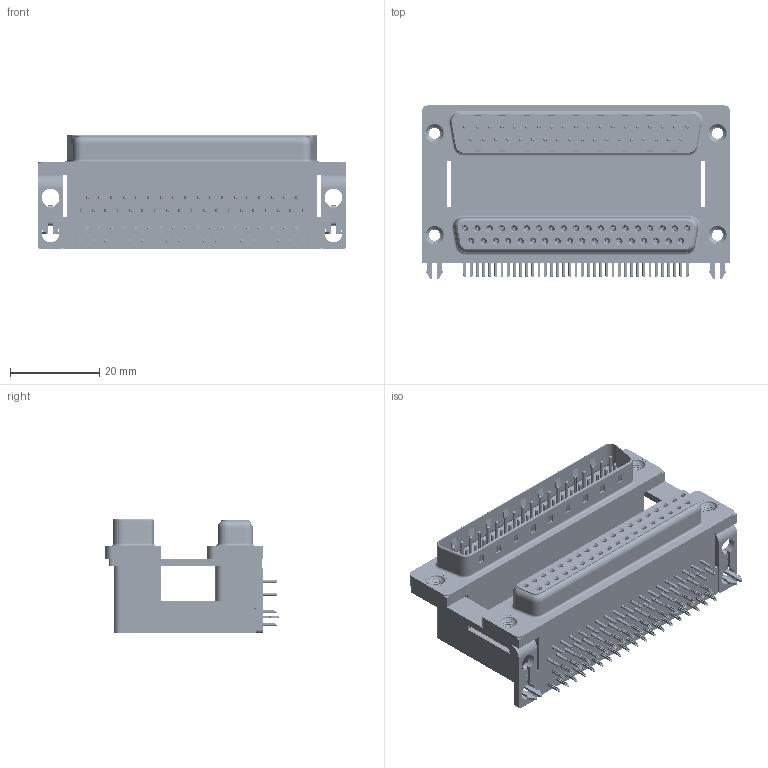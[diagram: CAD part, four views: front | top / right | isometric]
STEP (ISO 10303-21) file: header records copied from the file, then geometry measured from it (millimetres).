
FILE_DESCRIPTION (( 'STEP AP203' ), '1' );
FILE_NAME ('663-037-364-04C.STEP', '2022-06-21T18:51:00', ( '' ), ( '' ), 'SwSTEP 2.0', 'SolidWorks 2020', '' );
FILE_SCHEMA (( 'CONFIG_CONTROL_DESIGN' ));
Length unit declared in the file: millimetre
Products named in the file (13): 663 Contact Bottom Lower; 663-037-364-04C; 663 Threaded Rivet_M3; 663 Shell Plug_37 Contacts; 663 2 Prong Board Lock_4; 663 Housing Lower_37 Contacts; 663 Contact Top Lower; 663 Contact Top Upper_H; 663 Contact Bottom Upper_H; 663 Housing Spacer_37 Contacts H; 663 Shell Receptacle_37 Contacts; 663 Mounting Bracket_2ProngH; 663 Housing Upper_37 Contacts H
Assembly tree (87 placements, depth 2):
  663-037-364-04C
    663 Housing Lower_37 Contacts
    663 Housing Spacer_37 Contacts H
    663 Housing Upper_37 Contacts H
    663 Shell Receptacle_37 Contacts
    663 Shell Plug_37 Contacts
    663 Contact Bottom Lower  x18
    663 Contact Top Lower  x19
    663 Contact Bottom Upper_H  x18
    663 Contact Top Upper_H  x19
    663 Mounting Bracket_2ProngH  x2
    663 2 Prong Board Lock_4  x2
    663 Threaded Rivet_M3  x4
Bounding box: 69.32 x 38.91 x 25.6 mm (x, y, z)
Volume: 32779.9 mm3; surface area: 33992.5 mm2
Topology: 87 solids, 87 shells, 9057 faces, 23343 edges, 14577 vertices
Faces by surface type: plane 4819, cylinder 2215, bspline 1272, cone 460, torus 291
Entity records: 69486 total; most frequent: CARTESIAN_POINT 16151, ORIENTED_EDGE 10332, DIRECTION 9959, EDGE_CURVE 5166, LINE 3905, VECTOR 3905, VERTEX_POINT 3333, AXIS2_PLACEMENT_3D 3027
